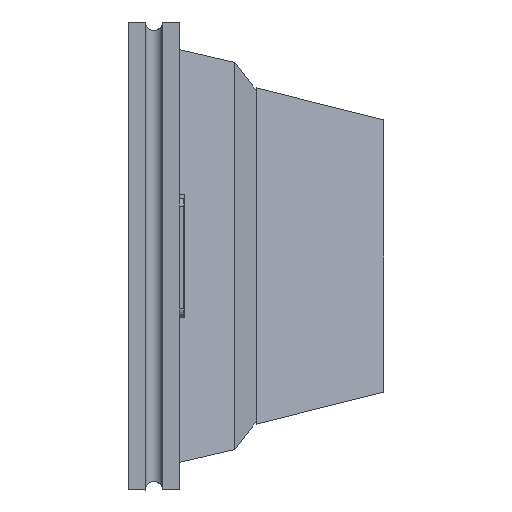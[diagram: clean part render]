
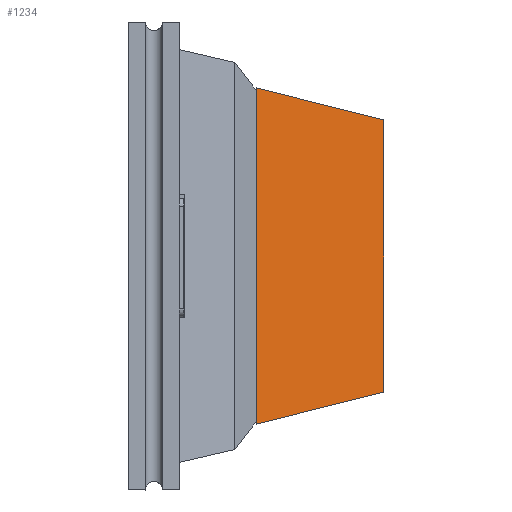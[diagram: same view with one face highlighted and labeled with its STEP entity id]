
A CAD part, left-side view. The second image highlights one B-rep face of the part: STEP entity #1234.
In plain terms, the highlighted planar face has unit normal (-0.97, -0.242, 0).
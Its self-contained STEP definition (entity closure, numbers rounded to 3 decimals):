
#353=DIRECTION('',(0.,0.,-1.));
#354=VECTOR('',#353,64.);
#355=CARTESIAN_POINT('',(-32.,-48.,32.));
#356=LINE('',#355,#354);
#383=DIRECTION('',(0.,0.,-1.));
#384=VECTOR('',#383,79.);
#385=CARTESIAN_POINT('',(-39.5,-18.,39.5));
#386=LINE('',#385,#384);
#395=DIRECTION('',(0.236,-0.943,-0.236));
#396=VECTOR('',#395,31.82);
#397=CARTESIAN_POINT('',(-39.5,-18.,39.5));
#398=LINE('',#397,#396);
#399=DIRECTION('',(0.236,-0.943,0.236));
#400=VECTOR('',#399,31.82);
#401=CARTESIAN_POINT('',(-39.5,-18.,-39.5));
#402=LINE('',#401,#400);
#583=CARTESIAN_POINT('',(-39.5,-18.,39.5));
#584=VERTEX_POINT('',#583);
#585=CARTESIAN_POINT('',(-39.5,-18.,-39.5));
#586=VERTEX_POINT('',#585);
#591=CARTESIAN_POINT('',(-32.,-48.,32.));
#592=VERTEX_POINT('',#591);
#593=CARTESIAN_POINT('',(-32.,-48.,-32.));
#594=VERTEX_POINT('',#593);
#1222=CARTESIAN_POINT('',(-35.75,-33.,0.));
#1223=DIRECTION('',(-0.97,-0.243,0.));
#1224=DIRECTION('',(0.,0.,-1.));
#1225=AXIS2_PLACEMENT_3D('',#1222,#1223,#1224);
#1226=PLANE('',#1225);
#1227=ORIENTED_EDGE('',*,*,#1192,.F.);
#1228=ORIENTED_EDGE('',*,*,#1217,.T.);
#1229=ORIENTED_EDGE('',*,*,#1157,.T.);
#1231=ORIENTED_EDGE('',*,*,#1230,.F.);
#1232=EDGE_LOOP('',(#1227,#1228,#1229,#1231));
#1233=FACE_OUTER_BOUND('',#1232,.F.);
#1234=ADVANCED_FACE('',(#1233),#1226,.T.);
#1157=EDGE_CURVE('',#592,#594,#356,.T.);
#1192=EDGE_CURVE('',#584,#586,#386,.T.);
#1217=EDGE_CURVE('',#584,#592,#398,.T.);
#1230=EDGE_CURVE('',#586,#594,#402,.T.);
